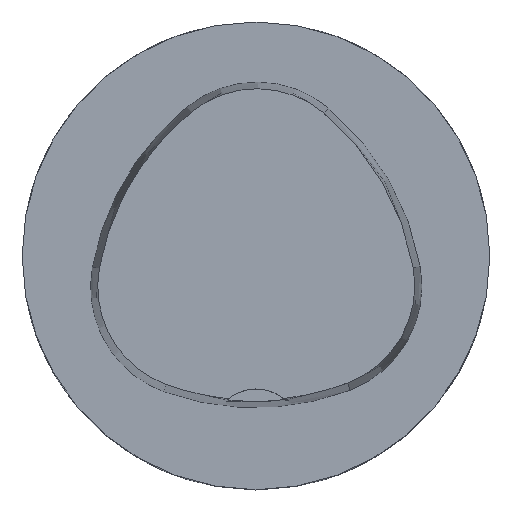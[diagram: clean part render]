
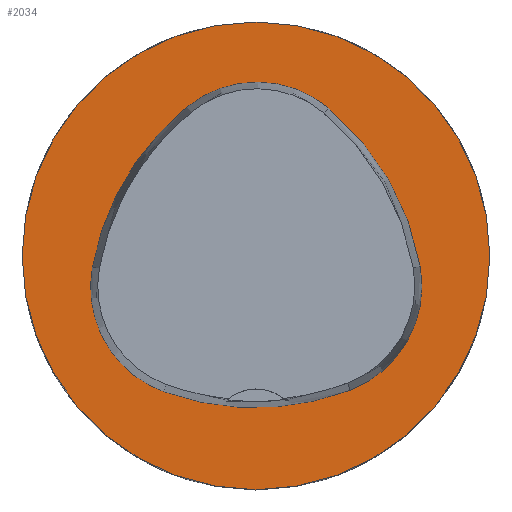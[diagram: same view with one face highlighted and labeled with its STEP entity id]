
A CAD part, top view. The second image highlights one B-rep face of the part: STEP entity #2034.
In plain terms, the highlighted planar face has unit normal (0, 0, 1).
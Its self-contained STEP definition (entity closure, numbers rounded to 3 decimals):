
#374=PLANE('',#10300);
#2034=ADVANCED_FACE('',(#2989,#2990),#374,.T.);
#2989=FACE_BOUND('',#3644,.T.);
#2990=FACE_BOUND('',#3645,.T.);
#3644=EDGE_LOOP('',(#6193,#6194,#6195,#6196,#6197,#6198));
#3645=EDGE_LOOP('',(#6199));
#6193=ORIENTED_EDGE('',*,*,#8415,.T.);
#6194=ORIENTED_EDGE('',*,*,#8395,.T.);
#6195=ORIENTED_EDGE('',*,*,#8399,.T.);
#6196=ORIENTED_EDGE('',*,*,#8402,.T.);
#6197=ORIENTED_EDGE('',*,*,#8405,.T.);
#6198=ORIENTED_EDGE('',*,*,#8413,.T.);
#6199=ORIENTED_EDGE('',*,*,#7157,.F.);
#6297=VERTEX_POINT('',#12965);
#7115=VERTEX_POINT('',#39339);
#7116=VERTEX_POINT('',#39340);
#7119=VERTEX_POINT('',#39348);
#7121=VERTEX_POINT('',#39354);
#7123=VERTEX_POINT('',#39360);
#7130=VERTEX_POINT('',#39381);
#7157=EDGE_CURVE('',#6297,#6297,#8453,.T.);
#8395=EDGE_CURVE('',#7115,#7116,#8978,.T.);
#8399=EDGE_CURVE('',#7116,#7119,#8980,.T.);
#8402=EDGE_CURVE('',#7119,#7121,#8982,.T.);
#8405=EDGE_CURVE('',#7121,#7123,#8984,.T.);
#8413=EDGE_CURVE('',#7123,#7130,#8988,.T.);
#8415=EDGE_CURVE('',#7130,#7115,#8990,.T.);
#8453=CIRCLE('',#9207,31.5);
#8978=CIRCLE('',#10278,36.);
#8980=CIRCLE('',#10281,15.);
#8982=CIRCLE('',#10284,36.);
#8984=CIRCLE('',#10287,15.);
#8988=CIRCLE('',#10292,36.);
#8990=CIRCLE('',#10295,15.);
#9207=AXIS2_PLACEMENT_3D('',#12964,#10402,#10403);
#10278=AXIS2_PLACEMENT_3D('',#39338,#12749,#12750);
#10281=AXIS2_PLACEMENT_3D('',#39347,#12757,#12758);
#10284=AXIS2_PLACEMENT_3D('',#39353,#12764,#12765);
#10287=AXIS2_PLACEMENT_3D('',#39359,#12771,#12772);
#10292=AXIS2_PLACEMENT_3D('',#39382,#12783,#12784);
#10295=AXIS2_PLACEMENT_3D('',#39385,#12789,#12790);
#10300=AXIS2_PLACEMENT_3D('',#39390,#12799,#12800);
#10402=DIRECTION('',(0.,0.,-1.));
#10403=DIRECTION('',(-1.,0.,0.));
#12749=DIRECTION('',(0.,0.,-1.));
#12750=DIRECTION('',(-1.,0.,0.));
#12757=DIRECTION('',(0.,0.,-1.));
#12758=DIRECTION('',(-1.,0.,0.));
#12764=DIRECTION('',(0.,0.,-1.));
#12765=DIRECTION('',(-1.,0.,0.));
#12771=DIRECTION('',(0.,0.,-1.));
#12772=DIRECTION('',(-1.,0.,0.));
#12783=DIRECTION('',(0.,0.,-1.));
#12784=DIRECTION('',(-1.,0.,0.));
#12789=DIRECTION('',(0.,0.,-1.));
#12790=DIRECTION('',(-1.,0.,0.));
#12799=DIRECTION('',(0.,0.,1.));
#12800=DIRECTION('',(1.,0.,0.));
#12964=CARTESIAN_POINT('',(0.,0.,0.));
#12965=CARTESIAN_POINT('',(-31.5,0.,0.));
#39338=CARTESIAN_POINT('',(13.398,-7.893,0.));
#39339=CARTESIAN_POINT('',(-22.041,-1.562,0.));
#39340=CARTESIAN_POINT('',(-9.317,20.036,0.));
#39347=CARTESIAN_POINT('',(0.148,8.399,0.));
#39348=CARTESIAN_POINT('',(9.779,19.898,0.));
#39353=CARTESIAN_POINT('',(-13.337,-7.7,0.));
#39354=CARTESIAN_POINT('',(22.122,-1.48,0.));
#39359=CARTESIAN_POINT('',(7.347,-4.071,0.));
#39360=CARTESIAN_POINT('',(12.693,-18.087,0.));
#39381=CARTESIAN_POINT('',(-12.373,-18.307,0.));
#39382=CARTESIAN_POINT('',(-0.137,15.55,0.));
#39385=CARTESIAN_POINT('',(-7.275,-4.2,0.));
#39390=CARTESIAN_POINT('',(0.,0.,0.));
